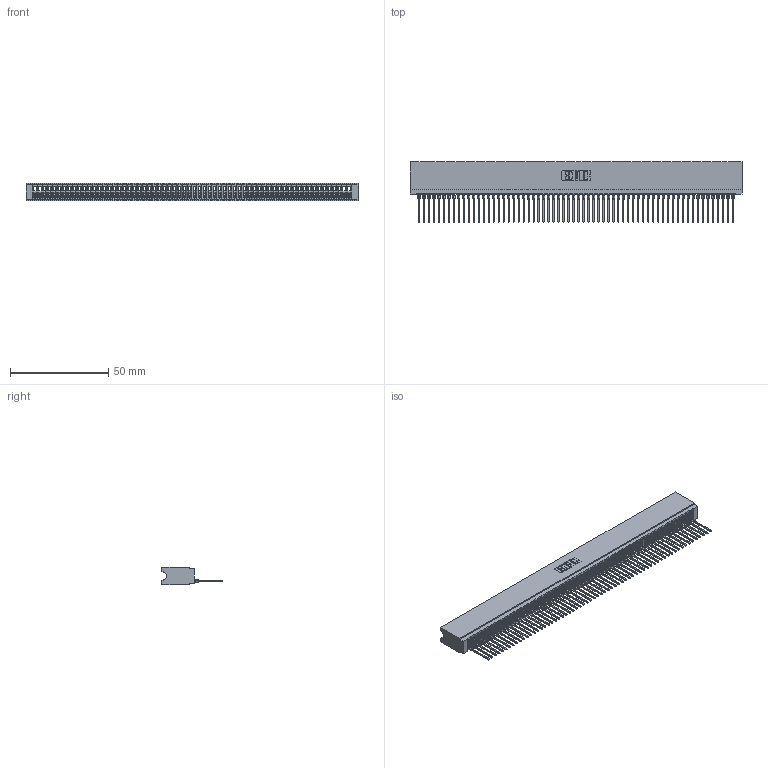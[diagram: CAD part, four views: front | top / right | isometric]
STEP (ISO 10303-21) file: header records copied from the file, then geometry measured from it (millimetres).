
FILE_DESCRIPTION (( 'STEP AP203' ), '1' );
FILE_NAME ('745-064-545-106.STEP', '2026-02-26T00:28:06', ( '' ), ( '' ), 'SwSTEP 2.0', 'SolidWorks 2023', '' );
FILE_SCHEMA (( 'CONFIG_CONTROL_DESIGN' ));
Length unit declared in the file: millimetre
Products named in the file (3): 745-292-001_545; 745-064-545-106; 745 Part_Insulator Option - 06
Assembly tree (65 placements, depth 2):
  745-064-545-106
    745 Part_Insulator Option - 06
    745-292-001_545  x64
Bounding box: 169.16 x 30.62 x 8.89 mm (x, y, z)
Volume: 14676.9 mm3; surface area: 28750.4 mm2
Topology: 65 solids, 65 shells, 7264 faces, 19972 edges, 12588 vertices
Faces by surface type: plane 4344, bspline 1280, cylinder 1256, torus 384
Entity records: 102714 total; most frequent: CARTESIAN_POINT 18602, ORIENTED_EDGE 18146, DIRECTION 15705, EDGE_CURVE 9073, VECTOR 8507, LINE 8507, VERTEX_POINT 5784, AXIS2_PLACEMENT_3D 3599
